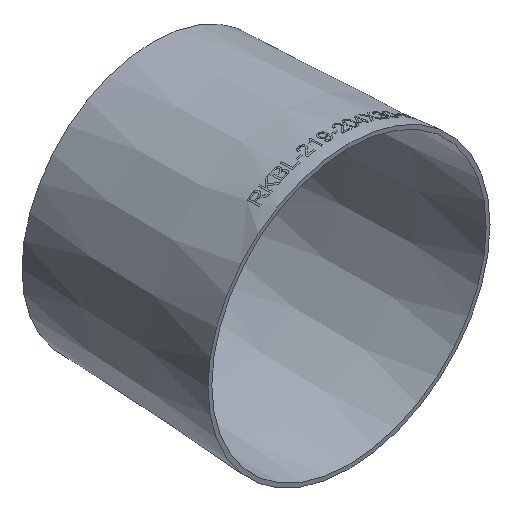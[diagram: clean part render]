
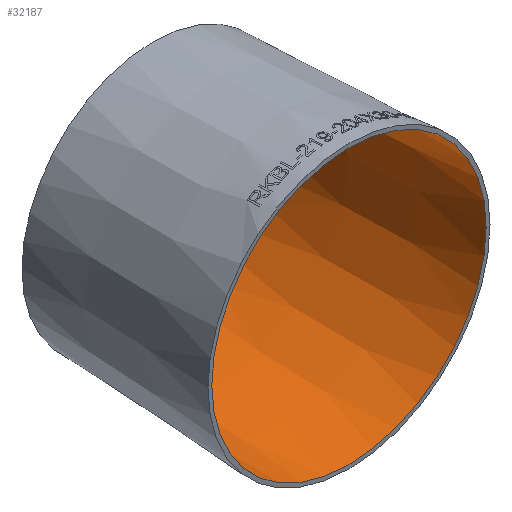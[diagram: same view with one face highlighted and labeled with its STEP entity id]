
A CAD part, isometric view. The second image highlights one B-rep face of the part: STEP entity #32187.
In plain terms, the highlighted conical face has half-angle 2.844 degrees and reference radius 106.546 mm.
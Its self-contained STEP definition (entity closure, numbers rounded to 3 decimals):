
#563 = EDGE_LOOP ( 'NONE', ( #2653 ) ) ;
#638 = EDGE_LOOP ( 'NONE', ( #9478 ) ) ;
#1786 = DIRECTION ( 'NONE',  ( 0., 0., -1. ) ) ;
#2372 = VERTEX_POINT ( 'NONE', #5138 ) ;
#2653 = ORIENTED_EDGE ( 'NONE', *, *, #17309, .F. ) ;
#3554 = DIRECTION ( 'NONE',  ( 0., -1., 0. ) ) ;
#4039 = CARTESIAN_POINT ( 'NONE',  ( 0., 152., 0. ) ) ;
#5138 = CARTESIAN_POINT ( 'NONE',  ( 0., 0., -106.546 ) ) ;
#7602 = AXIS2_PLACEMENT_3D ( 'NONE', #4039, #27593, #1786 ) ;
#7859 = CONICAL_SURFACE ( 'NONE', #15623, 106.546, 0.05 ) ;
#8349 = FACE_BOUND ( 'NONE', #563, .T. ) ;
#9478 = ORIENTED_EDGE ( 'NONE', *, *, #13347, .T. ) ;
#10796 = DIRECTION ( 'NONE',  ( 0., -1., 0. ) ) ;
#12346 = CARTESIAN_POINT ( 'NONE',  ( 0., 152., -98.996 ) ) ;
#13347 = EDGE_CURVE ( 'NONE', #2372, #2372, #22941, .T. ) ;
#13562 = CARTESIAN_POINT ( 'NONE',  ( 0., 0., 0. ) ) ;
#14189 = CARTESIAN_POINT ( 'NONE',  ( 0., 0., 0. ) ) ;
#15607 = VERTEX_POINT ( 'NONE', #12346 ) ;
#15623 = AXIS2_PLACEMENT_3D ( 'NONE', #14189, #3554, #29687 ) ;
#17309 = EDGE_CURVE ( 'NONE', #15607, #15607, #19693, .T. ) ;
#19693 = CIRCLE ( 'NONE', #7602, 98.996 ) ;
#21312 = DIRECTION ( 'NONE',  ( 0., 0., -1. ) ) ;
#21821 = AXIS2_PLACEMENT_3D ( 'NONE', #13562, #10796, #21312 ) ;
#22941 = CIRCLE ( 'NONE', #21821, 106.546 ) ;
#27593 = DIRECTION ( 'NONE',  ( 0., -1., 0. ) ) ;
#29687 = DIRECTION ( 'NONE',  ( 0., 0., -1. ) ) ;
#32187 = ADVANCED_FACE ( 'NONE', ( #8349, #32254 ), #7859, .F. ) ;
#32254 = FACE_OUTER_BOUND ( 'NONE', #638, .T. ) ;
